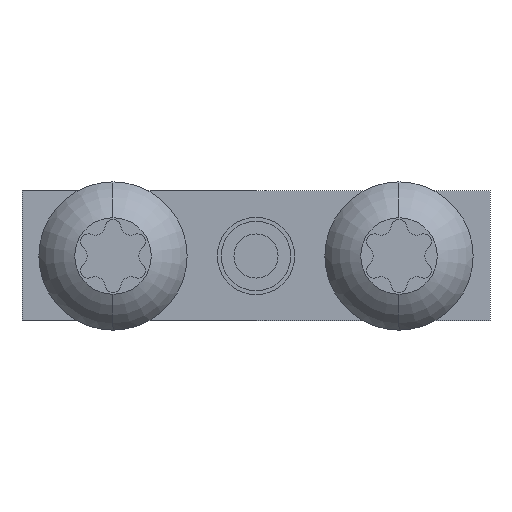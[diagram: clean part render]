
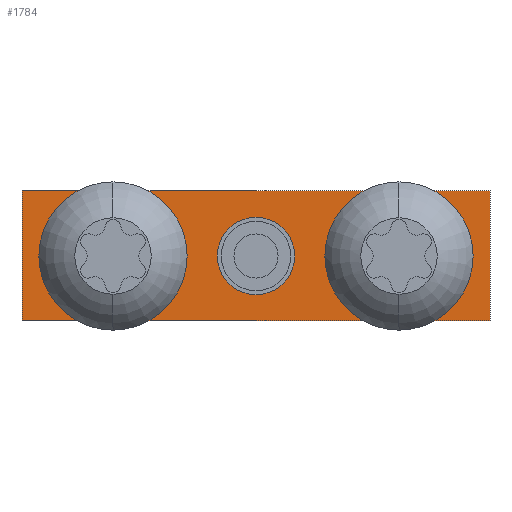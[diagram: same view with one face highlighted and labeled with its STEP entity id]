
A CAD part, front view. The second image highlights one B-rep face of the part: STEP entity #1784.
In plain terms, the highlighted planar face has unit normal (0, -1, 0).
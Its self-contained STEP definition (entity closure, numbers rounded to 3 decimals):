
#20 = FACE_BOUND ( 'NONE', #3115, .T. ) ;
#85 = CARTESIAN_POINT ( 'NONE',  ( 5.5, -5., 0. ) ) ;
#103 = CIRCLE ( 'NONE', #1308, 1.25 ) ;
#123 = ORIENTED_EDGE ( 'NONE', *, *, #448, .F. ) ;
#186 = AXIS2_PLACEMENT_3D ( 'NONE', #1557, #1834, #2863 ) ;
#193 = DIRECTION ( 'NONE',  ( 0., 0., -1. ) ) ;
#283 = DIRECTION ( 'NONE',  ( 0., 0., -1. ) ) ;
#360 = CARTESIAN_POINT ( 'NONE',  ( 5.5, -5., 0. ) ) ;
#448 = EDGE_CURVE ( 'NONE', #2773, #1040, #1868, .T. ) ;
#460 = CARTESIAN_POINT ( 'NONE',  ( -5.5, -5., 1.25 ) ) ;
#461 = ORIENTED_EDGE ( 'NONE', *, *, #3423, .F. ) ;
#471 = LINE ( 'NONE', #1214, #1268 ) ;
#592 = CARTESIAN_POINT ( 'NONE',  ( -9., -5., 2.5 ) ) ;
#619 = AXIS2_PLACEMENT_3D ( 'NONE', #2079, #1299, #2911 ) ;
#624 = CARTESIAN_POINT ( 'NONE',  ( 0., -5., 0. ) ) ;
#677 = CARTESIAN_POINT ( 'NONE',  ( 9., -5., 2.5 ) ) ;
#726 = EDGE_CURVE ( 'NONE', #1598, #2206, #3227, .T. ) ;
#820 = VERTEX_POINT ( 'NONE', #3323 ) ;
#823 = VERTEX_POINT ( 'NONE', #1989 ) ;
#873 = EDGE_LOOP ( 'NONE', ( #461, #3168, #2988, #123 ) ) ;
#875 = ORIENTED_EDGE ( 'NONE', *, *, #2289, .F. ) ;
#880 = ORIENTED_EDGE ( 'NONE', *, *, #1600, .F. ) ;
#927 = CIRCLE ( 'NONE', #186, 1.25 ) ;
#980 = DIRECTION ( 'NONE',  ( 0., -1., 0. ) ) ;
#1028 = VERTEX_POINT ( 'NONE', #460 ) ;
#1030 = EDGE_CURVE ( 'NONE', #3087, #1028, #3271, .T. ) ;
#1040 = VERTEX_POINT ( 'NONE', #2339 ) ;
#1060 = EDGE_CURVE ( 'NONE', #823, #2006, #2140, .T. ) ;
#1071 = ORIENTED_EDGE ( 'NONE', *, *, #2172, .F. ) ;
#1129 = CIRCLE ( 'NONE', #1506, 1.49 ) ;
#1134 = FACE_BOUND ( 'NONE', #2230, .T. ) ;
#1169 = CARTESIAN_POINT ( 'NONE',  ( 9., -5., 2.5 ) ) ;
#1186 = CARTESIAN_POINT ( 'NONE',  ( 0., -5., -1.49 ) ) ;
#1214 = CARTESIAN_POINT ( 'NONE',  ( -9., -5., 2.5 ) ) ;
#1224 = DIRECTION ( 'NONE',  ( 0., 0., -1. ) ) ;
#1231 = DIRECTION ( 'NONE',  ( 0., 0., -1. ) ) ;
#1268 = VECTOR ( 'NONE', #3066, 1000. ) ;
#1299 = DIRECTION ( 'NONE',  ( 0., -1., 0. ) ) ;
#1308 = AXIS2_PLACEMENT_3D ( 'NONE', #360, #2282, #1224 ) ;
#1317 = VECTOR ( 'NONE', #3281, 1000. ) ;
#1348 = EDGE_CURVE ( 'NONE', #820, #3167, #2685, .T. ) ;
#1451 = DIRECTION ( 'NONE',  ( 0., 0., -1. ) ) ;
#1506 = AXIS2_PLACEMENT_3D ( 'NONE', #624, #2196, #2497 ) ;
#1541 = CARTESIAN_POINT ( 'NONE',  ( -5.5, -5., -1.25 ) ) ;
#1557 = CARTESIAN_POINT ( 'NONE',  ( -5.5, -5., 0. ) ) ;
#1562 = ORIENTED_EDGE ( 'NONE', *, *, #1348, .F. ) ;
#1598 = VERTEX_POINT ( 'NONE', #2891 ) ;
#1600 = EDGE_CURVE ( 'NONE', #1028, #3087, #927, .T. ) ;
#1653 = CARTESIAN_POINT ( 'NONE',  ( 5.5, -5., 1.25 ) ) ;
#1784 = ADVANCED_FACE ( 'NONE', ( #3353, #20, #1134, #2644 ), #3224, .T. ) ;
#1834 = DIRECTION ( 'NONE',  ( 0., -1., 0. ) ) ;
#1868 = LINE ( 'NONE', #3419, #1945 ) ;
#1903 = ORIENTED_EDGE ( 'NONE', *, *, #1060, .F. ) ;
#1930 = AXIS2_PLACEMENT_3D ( 'NONE', #2738, #2977, #283 ) ;
#1945 = VECTOR ( 'NONE', #2369, 1000. ) ;
#1953 = AXIS2_PLACEMENT_3D ( 'NONE', #2586, #980, #193 ) ;
#1989 = CARTESIAN_POINT ( 'NONE',  ( 0., -5., 1.49 ) ) ;
#2006 = VERTEX_POINT ( 'NONE', #1186 ) ;
#2008 = VECTOR ( 'NONE', #1231, 1000. ) ;
#2079 = CARTESIAN_POINT ( 'NONE',  ( 0., -5., 0. ) ) ;
#2140 = CIRCLE ( 'NONE', #619, 1.49 ) ;
#2172 = EDGE_CURVE ( 'NONE', #2006, #823, #1129, .T. ) ;
#2196 = DIRECTION ( 'NONE',  ( 0., -1., 0. ) ) ;
#2206 = VERTEX_POINT ( 'NONE', #1169 ) ;
#2230 = EDGE_LOOP ( 'NONE', ( #1903, #1071 ) ) ;
#2282 = DIRECTION ( 'NONE',  ( 0., -1., 0. ) ) ;
#2289 = EDGE_CURVE ( 'NONE', #3167, #820, #103, .T. ) ;
#2305 = EDGE_CURVE ( 'NONE', #1040, #1598, #471, .T. ) ;
#2339 = CARTESIAN_POINT ( 'NONE',  ( -9., -5., -2.5 ) ) ;
#2369 = DIRECTION ( 'NONE',  ( -1., 0., 0. ) ) ;
#2497 = DIRECTION ( 'NONE',  ( 0., 0., -1. ) ) ;
#2586 = CARTESIAN_POINT ( 'NONE',  ( -5.5, -5., 0. ) ) ;
#2644 = FACE_OUTER_BOUND ( 'NONE', #873, .T. ) ;
#2685 = CIRCLE ( 'NONE', #3150, 1.25 ) ;
#2713 = LINE ( 'NONE', #677, #2008 ) ;
#2738 = CARTESIAN_POINT ( 'NONE',  ( 0., -5., 0. ) ) ;
#2773 = VERTEX_POINT ( 'NONE', #3276 ) ;
#2863 = DIRECTION ( 'NONE',  ( 0., 0., -1. ) ) ;
#2891 = CARTESIAN_POINT ( 'NONE',  ( -9., -5., 2.5 ) ) ;
#2911 = DIRECTION ( 'NONE',  ( 0., 0., -1. ) ) ;
#2977 = DIRECTION ( 'NONE',  ( 0., -1., 0. ) ) ;
#2988 = ORIENTED_EDGE ( 'NONE', *, *, #2305, .F. ) ;
#3023 = DIRECTION ( 'NONE',  ( 0., -1., 0. ) ) ;
#3049 = ORIENTED_EDGE ( 'NONE', *, *, #1030, .F. ) ;
#3066 = DIRECTION ( 'NONE',  ( 0., 0., 1. ) ) ;
#3087 = VERTEX_POINT ( 'NONE', #1541 ) ;
#3115 = EDGE_LOOP ( 'NONE', ( #1562, #875 ) ) ;
#3150 = AXIS2_PLACEMENT_3D ( 'NONE', #85, #3023, #1451 ) ;
#3167 = VERTEX_POINT ( 'NONE', #1653 ) ;
#3168 = ORIENTED_EDGE ( 'NONE', *, *, #726, .F. ) ;
#3171 = EDGE_LOOP ( 'NONE', ( #3049, #880 ) ) ;
#3224 = PLANE ( 'NONE',  #1930 ) ;
#3227 = LINE ( 'NONE', #592, #1317 ) ;
#3271 = CIRCLE ( 'NONE', #1953, 1.25 ) ;
#3276 = CARTESIAN_POINT ( 'NONE',  ( 9., -5., -2.5 ) ) ;
#3281 = DIRECTION ( 'NONE',  ( 1., 0., 0. ) ) ;
#3323 = CARTESIAN_POINT ( 'NONE',  ( 5.5, -5., -1.25 ) ) ;
#3353 = FACE_BOUND ( 'NONE', #3171, .T. ) ;
#3419 = CARTESIAN_POINT ( 'NONE',  ( -9., -5., -2.5 ) ) ;
#3423 = EDGE_CURVE ( 'NONE', #2206, #2773, #2713, .T. ) ;
